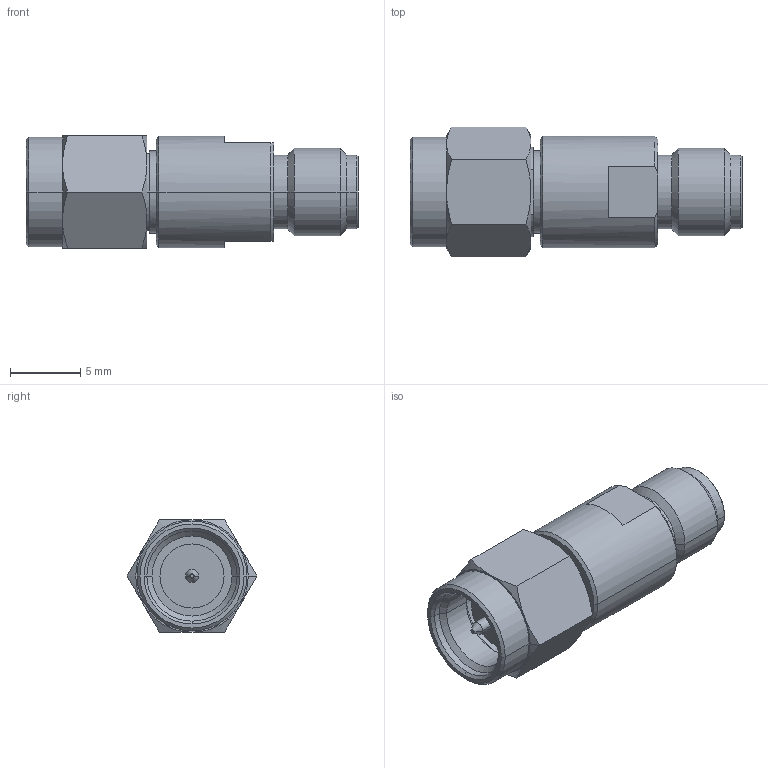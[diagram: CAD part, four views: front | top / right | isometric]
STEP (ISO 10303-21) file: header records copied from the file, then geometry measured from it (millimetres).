
FILE_DESCRIPTION (( 'STEP AP214' ), '1' );
FILE_NAME ('FMAT7611-2_3D.step', '2025-01-22T00:30:43', ( '' ), ( '' ), 'SwSTEP 2.0', 'SolidWorks 2022', '' );
FILE_SCHEMA (( 'AUTOMOTIVE_DESIGN' ));
Length unit declared in the file: millimetre
Products named in the file (1): FMAT7611-2_3D
Bounding box: 23.6 x 9.24 x 8 mm (x, y, z)
Volume: 1044.7 mm3; surface area: 1166.5 mm2
Topology: 3 solids, 3 shells, 110 faces, 238 edges, 140 vertices
Faces by surface type: cone 48, cylinder 32, plane 30
Entity records: 4370 total; most frequent: CARTESIAN_POINT 677, DIRECTION 550, ORIENTED_EDGE 476, EDGE_CURVE 238, AXIS2_PLACEMENT_3D 229, VERTEX_POINT 140, CIRCLE 118, EDGE_LOOP 118
